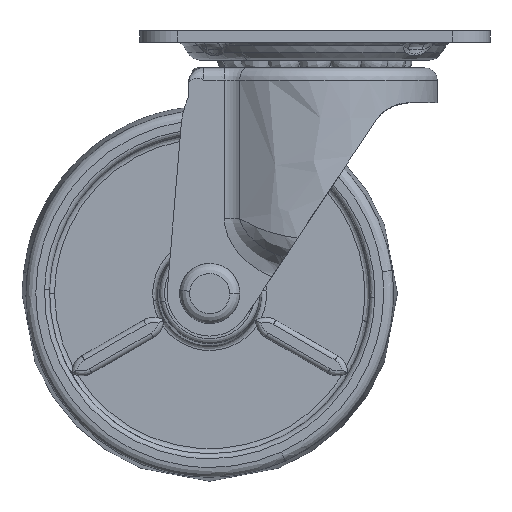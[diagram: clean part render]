
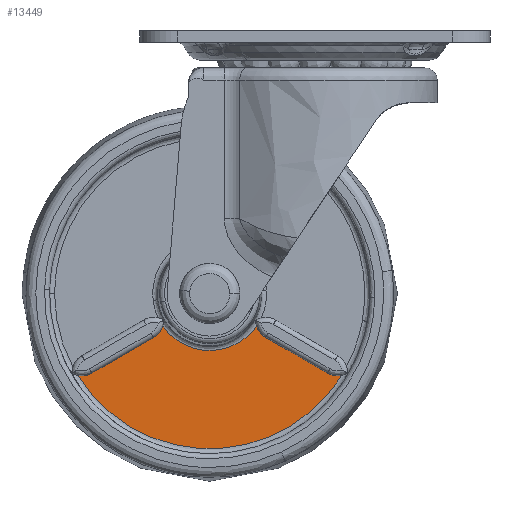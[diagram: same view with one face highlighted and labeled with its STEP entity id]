
A CAD part, front view. The second image highlights one B-rep face of the part: STEP entity #13449.
In plain terms, the highlighted free-form (B-spline) face has degree [1, 1] with [2, 2] control points.
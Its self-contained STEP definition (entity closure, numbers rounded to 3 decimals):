
#7727=CARTESIAN_POINT('',(26.334,-7.5,-16.356));
#7728=VERTEX_POINT('',#7727);
#7744=CARTESIAN_POINT('',(-26.334,-7.5,-16.356));
#7745=VERTEX_POINT('',#7744);
#7746=CARTESIAN_POINT('',(-26.334,-7.5,-16.356));
#7747=CARTESIAN_POINT('',(-17.238,-7.5,-31.));
#7748=CARTESIAN_POINT('',(0.,-7.5,-31.));
#7749=CARTESIAN_POINT('',(17.238,-7.5,-31.));
#7750=CARTESIAN_POINT('',(26.334,-7.5,-16.356));
#7758=(BOUNDED_CURVE()B_SPLINE_CURVE(2,(#7746,#7747,#7748,#7749,#7750),.UNSPECIFIED.,.F.,.U.)B_SPLINE_CURVE_WITH_KNOTS((3,2,3),(0.0,0.5,1.0),.UNSPECIFIED.)CURVE()GEOMETRIC_REPRESENTATION_ITEM()RATIONAL_B_SPLINE_CURVE((1.0,0.874,1.0,0.874,1.0))REPRESENTATION_ITEM(''));
#7759=EDGE_CURVE('',#7745,#7728,#7758,.T.);
#7886=CARTESIAN_POINT('',(-9.366,-7.5,-6.475));
#7887=VERTEX_POINT('',#7886);
#7903=CARTESIAN_POINT('',(9.366,-7.5,-6.475));
#7904=VERTEX_POINT('',#7903);
#7905=CARTESIAN_POINT('',(-9.366,-7.5,-6.475));
#7906=CARTESIAN_POINT('',(-5.97,-7.5,-11.386));
#7907=CARTESIAN_POINT('',(0.,-7.5,-11.386));
#7908=CARTESIAN_POINT('',(5.97,-7.5,-11.386));
#7909=CARTESIAN_POINT('',(9.366,-7.5,-6.475));
#7917=(BOUNDED_CURVE()B_SPLINE_CURVE(2,(#7905,#7906,#7907,#7908,#7909),.UNSPECIFIED.,.F.,.U.)B_SPLINE_CURVE_WITH_KNOTS((3,2,3),(0.0,0.5,1.0),.UNSPECIFIED.)CURVE()GEOMETRIC_REPRESENTATION_ITEM()RATIONAL_B_SPLINE_CURVE((1.0,0.886,1.0,0.886,1.0))REPRESENTATION_ITEM(''));
#7918=EDGE_CURVE('',#7887,#7904,#7917,.T.);
#12762=CARTESIAN_POINT('',(-11.191,-7.5,-8.771));
#12763=VERTEX_POINT('',#12762);
#12769=CARTESIAN_POINT('',(-11.191,-7.5,-8.771));
#12770=CARTESIAN_POINT('',(-9.826,-7.5,-7.983));
#12771=CARTESIAN_POINT('',(-9.366,-7.5,-6.475));
#12779=(BOUNDED_CURVE()B_SPLINE_CURVE(2,(#12769,#12770,#12771),.UNSPECIFIED.,.F.,.U.)CURVE()GEOMETRIC_REPRESENTATION_ITEM()QUASI_UNIFORM_CURVE()RATIONAL_B_SPLINE_CURVE((1.0,0.93,1.0))REPRESENTATION_ITEM(''));
#12780=EDGE_CURVE('',#12763,#7887,#12779,.T.);
#12793=CARTESIAN_POINT('',(-23.54,-7.5,-15.9));
#12794=VERTEX_POINT('',#12793);
#12800=CARTESIAN_POINT('',(-23.54,-7.5,-15.9));
#12801=CARTESIAN_POINT('',(-11.191,-7.5,-8.771));
#12802=QUASI_UNIFORM_CURVE('',1,(#12800,#12801),.UNSPECIFIED.,.F.,.U.);
#12803=EDGE_CURVE('',#12794,#12763,#12802,.T.);
#12830=CARTESIAN_POINT('',(-26.334,-7.5,-16.356));
#12831=CARTESIAN_POINT('',(-24.85,-7.5,-16.657));
#12832=CARTESIAN_POINT('',(-23.54,-7.5,-15.9));
#12840=(BOUNDED_CURVE()B_SPLINE_CURVE(2,(#12830,#12831,#12832),.UNSPECIFIED.,.F.,.U.)CURVE()GEOMETRIC_REPRESENTATION_ITEM()QUASI_UNIFORM_CURVE()RATIONAL_B_SPLINE_CURVE((1.0,0.935,1.0))REPRESENTATION_ITEM(''));
#12841=EDGE_CURVE('',#7745,#12794,#12840,.T.);
#12954=CARTESIAN_POINT('',(23.543,-7.5,-15.902));
#12955=VERTEX_POINT('',#12954);
#12961=CARTESIAN_POINT('',(23.543,-7.5,-15.902));
#12962=CARTESIAN_POINT('',(24.852,-7.5,-16.656));
#12963=CARTESIAN_POINT('',(26.334,-7.5,-16.356));
#12971=(BOUNDED_CURVE()B_SPLINE_CURVE(2,(#12961,#12962,#12963),.UNSPECIFIED.,.F.,.U.)CURVE()GEOMETRIC_REPRESENTATION_ITEM()QUASI_UNIFORM_CURVE()RATIONAL_B_SPLINE_CURVE((1.0,0.935,1.0))REPRESENTATION_ITEM(''));
#12972=EDGE_CURVE('',#12955,#7728,#12971,.T.);
#12985=CARTESIAN_POINT('',(11.188,-7.5,-8.769));
#12986=VERTEX_POINT('',#12985);
#12992=CARTESIAN_POINT('',(11.188,-7.5,-8.769));
#12993=CARTESIAN_POINT('',(23.543,-7.5,-15.902));
#12994=QUASI_UNIFORM_CURVE('',1,(#12992,#12993),.UNSPECIFIED.,.F.,.U.);
#12995=EDGE_CURVE('',#12986,#12955,#12994,.T.);
#13044=CARTESIAN_POINT('',(9.366,-7.5,-6.475));
#13045=CARTESIAN_POINT('',(9.826,-7.5,-7.981));
#13046=CARTESIAN_POINT('',(11.188,-7.5,-8.769));
#13054=(BOUNDED_CURVE()B_SPLINE_CURVE(2,(#13044,#13045,#13046),.UNSPECIFIED.,.F.,.U.)CURVE()GEOMETRIC_REPRESENTATION_ITEM()QUASI_UNIFORM_CURVE()RATIONAL_B_SPLINE_CURVE((1.0,0.931,1.0))REPRESENTATION_ITEM(''));
#13055=EDGE_CURVE('',#7904,#12986,#13054,.T.);
#13434=CARTESIAN_POINT('',(-28.965,-7.5,-5.25));
#13435=CARTESIAN_POINT('',(-28.965,-7.5,-32.225));
#13436=CARTESIAN_POINT('',(28.965,-7.5,-5.25));
#13437=CARTESIAN_POINT('',(28.965,-7.5,-32.225));
#13438=B_SPLINE_SURFACE_WITH_KNOTS('',1,1,((#13434,#13436),(#13435,#13437)),.UNSPECIFIED.,.F.,.F.,.U.,(2,2),(2,2),(0.0,26.975),(0.0,57.929),.UNSPECIFIED.);
#13439=ORIENTED_EDGE('',*,*,#12841,.F.);
#13440=ORIENTED_EDGE('',*,*,#7759,.T.);
#13441=ORIENTED_EDGE('',*,*,#12972,.F.);
#13442=ORIENTED_EDGE('',*,*,#12995,.F.);
#13443=ORIENTED_EDGE('',*,*,#13055,.F.);
#13444=ORIENTED_EDGE('',*,*,#7918,.F.);
#13445=ORIENTED_EDGE('',*,*,#12780,.F.);
#13446=ORIENTED_EDGE('',*,*,#12803,.F.);
#13447=EDGE_LOOP('',(#13439,#13440,#13441,#13442,#13443,#13444,#13445,#13446));
#13448=FACE_OUTER_BOUND('',#13447,.T.);
#13449=ADVANCED_FACE('',(#13448),#13438,.T.);
